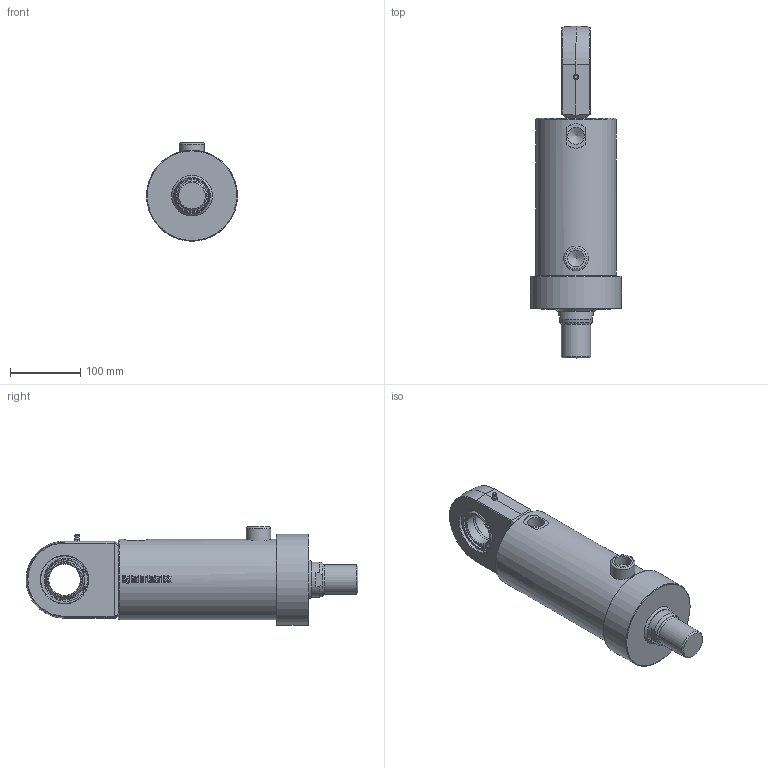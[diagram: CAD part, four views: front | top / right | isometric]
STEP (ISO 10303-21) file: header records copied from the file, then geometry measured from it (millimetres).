
FILE_DESCRIPTION((''),'2;1');
FILE_NAME('DVLG100_50.stp','2010-01-26T14:07:49',('tribel'),(''),'Autodesk Inventor 2009','Autodesk Inventor 2009','');
FILE_SCHEMA(('AUTOMOTIVE_DESIGN { 1 0 10303 214 1 1 1 1 }'));
Length unit declared in the file: millimetre
Products named in the file (5): DVLG100_50; DVLG100_50_body; DVLG100_50_stang; DVLG100_50_Parameters; K-WS45N
Assembly tree (4 placements, depth 2):
  DVLG100_50
    DVLG100_50_body
    DVLG100_50_stang
    DVLG100_50_Parameters
    K-WS45N
Bounding box: 130 x 474 x 140.5 mm (x, y, z)
Volume: 2462643.3 mm3; surface area: 335054.3 mm2
Topology: 3 solids, 4 shells, 651 faces, 1723 edges, 1118 vertices
Faces by surface type: plane 343, bspline 157, cylinder 100, cone 37, torus 10, sphere 4
Full cylindrical faces by diameter (mm): 3 x5, 3.571 x2, 4.4 x2, 5.5 x1, 5.6 x1, 35 x1, 42 x1, 45 x2, 50 x2, 68 x4, 71 x2, 100 x2, 115 x1, 130 x1
Entity records: 49943 total; most frequent: CARTESIAN_POINT 35425, ORIENTED_EDGE 3218, DIRECTION 2419, EDGE_CURVE 1611, VERTEX_POINT 1079, AXIS2_PLACEMENT_3D 870, EDGE_LOOP 787, VECTOR 679
